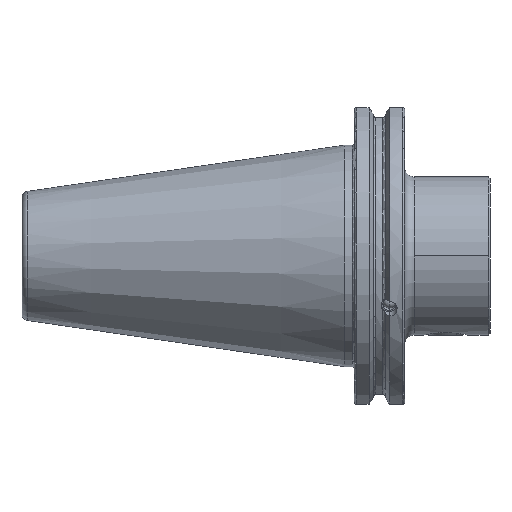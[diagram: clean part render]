
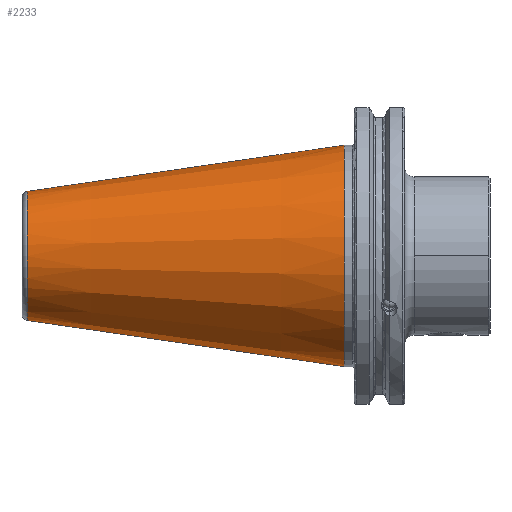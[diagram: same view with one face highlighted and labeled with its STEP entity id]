
A CAD part, front view. The second image highlights one B-rep face of the part: STEP entity #2233.
In plain terms, the highlighted conical face has half-angle 8.297 degrees and reference radius 34.925 mm.
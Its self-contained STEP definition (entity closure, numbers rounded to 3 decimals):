
#35 = ORIENTED_EDGE ( 'NONE', *, *, #4767, .T. ) ;
#155 = VERTEX_POINT ( 'NONE', #2035 ) ;
#310 = CARTESIAN_POINT ( 'NONE',  ( -99.889, 0., 20.358 ) ) ;
#473 = EDGE_CURVE ( 'NONE', #2223, #7411, #1244, .T. ) ;
#658 = DIRECTION ( 'NONE',  ( 0., 0., -1. ) ) ;
#1244 = CIRCLE ( 'NONE', #7385, 20.358 ) ;
#1558 = LINE ( 'NONE', #5811, #5691 ) ;
#2034 = CONICAL_SURFACE ( 'NONE', #7378, 34.925, 0.145 ) ;
#2035 = CARTESIAN_POINT ( 'NONE',  ( 0., 0., 34.925 ) ) ;
#2135 = EDGE_LOOP ( 'NONE', ( #6558, #5316, #35, #4645 ) ) ;
#2223 = VERTEX_POINT ( 'NONE', #4197 ) ;
#2233 = ADVANCED_FACE ( 'NONE', ( #7985 ), #2034, .T. ) ;
#3262 = DIRECTION ( 'NONE',  ( 0.99, 0., -0.144 ) ) ;
#3452 = VECTOR ( 'NONE', #7823, 1000. ) ;
#3685 = CARTESIAN_POINT ( 'NONE',  ( 0., 0., -34.925 ) ) ;
#4037 = LINE ( 'NONE', #4568, #3452 ) ;
#4197 = CARTESIAN_POINT ( 'NONE',  ( -99.889, 0., -20.358 ) ) ;
#4369 = CARTESIAN_POINT ( 'NONE',  ( -99.889, 0., 0. ) ) ;
#4568 = CARTESIAN_POINT ( 'NONE',  ( 0., 0., 34.925 ) ) ;
#4645 = ORIENTED_EDGE ( 'NONE', *, *, #5373, .T. ) ;
#4679 = EDGE_CURVE ( 'NONE', #7411, #155, #4037, .T. ) ;
#4767 = EDGE_CURVE ( 'NONE', #2223, #6579, #1558, .T. ) ;
#4793 = DIRECTION ( 'NONE',  ( -1., 0., 0. ) ) ;
#5300 = CARTESIAN_POINT ( 'NONE',  ( 0., 0., 0. ) ) ;
#5307 = AXIS2_PLACEMENT_3D ( 'NONE', #5300, #4793, #7223 ) ;
#5316 = ORIENTED_EDGE ( 'NONE', *, *, #473, .F. ) ;
#5373 = EDGE_CURVE ( 'NONE', #6579, #155, #6873, .T. ) ;
#5691 = VECTOR ( 'NONE', #3262, 1000. ) ;
#5811 = CARTESIAN_POINT ( 'NONE',  ( 0., 0., -34.925 ) ) ;
#6108 = DIRECTION ( 'NONE',  ( -1., 0., 0. ) ) ;
#6211 = DIRECTION ( 'NONE',  ( 1., 0., 0. ) ) ;
#6558 = ORIENTED_EDGE ( 'NONE', *, *, #4679, .F. ) ;
#6579 = VERTEX_POINT ( 'NONE', #3685 ) ;
#6714 = CARTESIAN_POINT ( 'NONE',  ( 0., 0., 0. ) ) ;
#6873 = CIRCLE ( 'NONE', #5307, 34.925 ) ;
#7223 = DIRECTION ( 'NONE',  ( 0., 0., 1. ) ) ;
#7378 = AXIS2_PLACEMENT_3D ( 'NONE', #6714, #6211, #658 ) ;
#7385 = AXIS2_PLACEMENT_3D ( 'NONE', #4369, #6108, #7413 ) ;
#7411 = VERTEX_POINT ( 'NONE', #310 ) ;
#7413 = DIRECTION ( 'NONE',  ( 0., 0., 1. ) ) ;
#7823 = DIRECTION ( 'NONE',  ( 0.99, 0., 0.144 ) ) ;
#7985 = FACE_OUTER_BOUND ( 'NONE', #2135, .T. ) ;
